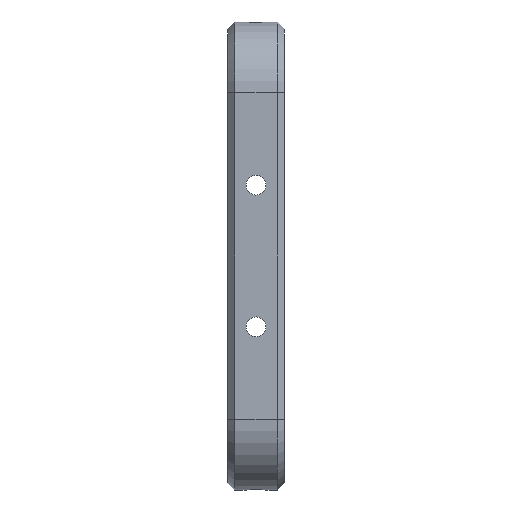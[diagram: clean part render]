
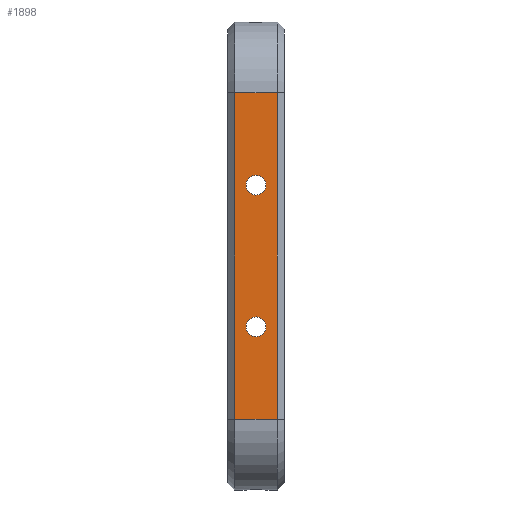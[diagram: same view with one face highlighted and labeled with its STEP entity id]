
A CAD part, front view. The second image highlights one B-rep face of the part: STEP entity #1898.
In plain terms, the highlighted planar face has unit normal (0, -1, 0).
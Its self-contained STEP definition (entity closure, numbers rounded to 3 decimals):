
#168 = CYLINDRICAL_SURFACE('',#169,1.4);
#169 = AXIS2_PLACEMENT_3D('',#170,#171,#172);
#170 = CARTESIAN_POINT('',(56.5,-101.5,-22.));
#171 = DIRECTION('',(0.,-1.,0.));
#172 = DIRECTION('',(1.,0.,0.));
#203 = CYLINDRICAL_SURFACE('',#204,1.4);
#204 = AXIS2_PLACEMENT_3D('',#205,#206,#207);
#205 = CARTESIAN_POINT('',(56.5,-101.5,-2.));
#206 = DIRECTION('',(0.,-1.,0.));
#207 = DIRECTION('',(1.,0.,0.));
#263 = CYLINDRICAL_SURFACE('',#264,10.);
#264 = AXIS2_PLACEMENT_3D('',#265,#266,#267);
#265 = CARTESIAN_POINT('',(52.5,-97.5,-35.));
#266 = DIRECTION('',(1.,0.,0.));
#267 = DIRECTION('',(0.,0.,-1.));
#480 = CYLINDRICAL_SURFACE('',#481,10.);
#481 = AXIS2_PLACEMENT_3D('',#482,#483,#484);
#482 = CARTESIAN_POINT('',(52.5,-97.5,11.));
#483 = DIRECTION('',(1.,0.,0.));
#484 = DIRECTION('',(0.,0.,-1.));
#533 = EDGE_CURVE('',#534,#534,#536,.T.);
#534 = VERTEX_POINT('',#535);
#535 = CARTESIAN_POINT('',(57.9,-107.5,-22.));
#536 = SURFACE_CURVE('',#537,(#542,#549),.PCURVE_S1.);
#537 = CIRCLE('',#538,1.4);
#538 = AXIS2_PLACEMENT_3D('',#539,#540,#541);
#539 = CARTESIAN_POINT('',(56.5,-107.5,-22.));
#540 = DIRECTION('',(0.,-1.,0.));
#541 = DIRECTION('',(1.,0.,0.));
#542 = PCURVE('',#168,#543);
#543 = DEFINITIONAL_REPRESENTATION('',(#544),#548);
#544 = LINE('',#545,#546);
#545 = CARTESIAN_POINT('',(0.,6.));
#546 = VECTOR('',#547,1.);
#547 = DIRECTION('',(1.,0.));
#548 = ( GEOMETRIC_REPRESENTATION_CONTEXT(2) 
PARAMETRIC_REPRESENTATION_CONTEXT() REPRESENTATION_CONTEXT('2D SPACE',''
  ) );
#549 = PCURVE('',#550,#555);
#550 = PLANE('',#551);
#551 = AXIS2_PLACEMENT_3D('',#552,#553,#554);
#552 = CARTESIAN_POINT('',(52.5,-107.5,-35.));
#553 = DIRECTION('',(0.,1.,0.));
#554 = DIRECTION('',(0.,0.,1.));
#555 = DEFINITIONAL_REPRESENTATION('',(#556),#564);
#556 = ( BOUNDED_CURVE() B_SPLINE_CURVE(2,(#557,#558,#559,#560,#561,#562
,#563),.UNSPECIFIED.,.T.,.F.) B_SPLINE_CURVE_WITH_KNOTS((1,2,2,2,2,1),(
    -2.094,0.,2.094,4.189,6.283,
8.378),.UNSPECIFIED.) CURVE() GEOMETRIC_REPRESENTATION_ITEM() 
RATIONAL_B_SPLINE_CURVE((1.,0.5,1.,0.5,1.,0.5,1.)) REPRESENTATION_ITEM(
  '') );
#557 = CARTESIAN_POINT('',(13.,5.4));
#558 = CARTESIAN_POINT('',(15.425,5.4));
#559 = CARTESIAN_POINT('',(14.212,3.3));
#560 = CARTESIAN_POINT('',(13.,1.2));
#561 = CARTESIAN_POINT('',(11.788,3.3));
#562 = CARTESIAN_POINT('',(10.575,5.4));
#563 = CARTESIAN_POINT('',(13.,5.4));
#564 = ( GEOMETRIC_REPRESENTATION_CONTEXT(2) 
PARAMETRIC_REPRESENTATION_CONTEXT() REPRESENTATION_CONTEXT('2D SPACE',''
  ) );
#592 = EDGE_CURVE('',#593,#593,#595,.T.);
#593 = VERTEX_POINT('',#594);
#594 = CARTESIAN_POINT('',(57.9,-107.5,-2.));
#595 = SURFACE_CURVE('',#596,(#601,#608),.PCURVE_S1.);
#596 = CIRCLE('',#597,1.4);
#597 = AXIS2_PLACEMENT_3D('',#598,#599,#600);
#598 = CARTESIAN_POINT('',(56.5,-107.5,-2.));
#599 = DIRECTION('',(0.,-1.,0.));
#600 = DIRECTION('',(1.,0.,0.));
#601 = PCURVE('',#203,#602);
#602 = DEFINITIONAL_REPRESENTATION('',(#603),#607);
#603 = LINE('',#604,#605);
#604 = CARTESIAN_POINT('',(0.,6.));
#605 = VECTOR('',#606,1.);
#606 = DIRECTION('',(1.,0.));
#607 = ( GEOMETRIC_REPRESENTATION_CONTEXT(2) 
PARAMETRIC_REPRESENTATION_CONTEXT() REPRESENTATION_CONTEXT('2D SPACE',''
  ) );
#608 = PCURVE('',#550,#609);
#609 = DEFINITIONAL_REPRESENTATION('',(#610),#618);
#610 = ( BOUNDED_CURVE() B_SPLINE_CURVE(2,(#611,#612,#613,#614,#615,#616
,#617),.UNSPECIFIED.,.T.,.F.) B_SPLINE_CURVE_WITH_KNOTS((1,2,2,2,2,1),(
    -2.094,0.,2.094,4.189,6.283,
8.378),.UNSPECIFIED.) CURVE() GEOMETRIC_REPRESENTATION_ITEM() 
RATIONAL_B_SPLINE_CURVE((1.,0.5,1.,0.5,1.,0.5,1.)) REPRESENTATION_ITEM(
  '') );
#611 = CARTESIAN_POINT('',(33.,5.4));
#612 = CARTESIAN_POINT('',(35.425,5.4));
#613 = CARTESIAN_POINT('',(34.212,3.3));
#614 = CARTESIAN_POINT('',(33.,1.2));
#615 = CARTESIAN_POINT('',(31.788,3.3));
#616 = CARTESIAN_POINT('',(30.575,5.4));
#617 = CARTESIAN_POINT('',(33.,5.4));
#618 = ( GEOMETRIC_REPRESENTATION_CONTEXT(2) 
PARAMETRIC_REPRESENTATION_CONTEXT() REPRESENTATION_CONTEXT('2D SPACE',''
  ) );
#788 = VERTEX_POINT('',#789);
#789 = CARTESIAN_POINT('',(59.5,-107.5,-35.));
#816 = EDGE_CURVE('',#817,#788,#819,.T.);
#817 = VERTEX_POINT('',#818);
#818 = CARTESIAN_POINT('',(53.5,-107.5,-35.));
#819 = SURFACE_CURVE('',#820,(#824,#831),.PCURVE_S1.);
#820 = LINE('',#821,#822);
#821 = CARTESIAN_POINT('',(52.5,-107.5,-35.));
#822 = VECTOR('',#823,1.);
#823 = DIRECTION('',(1.,0.,0.));
#824 = PCURVE('',#263,#825);
#825 = DEFINITIONAL_REPRESENTATION('',(#826),#830);
#826 = LINE('',#827,#828);
#827 = CARTESIAN_POINT('',(-1.571,0.));
#828 = VECTOR('',#829,1.);
#829 = DIRECTION('',(0.,1.));
#830 = ( GEOMETRIC_REPRESENTATION_CONTEXT(2) 
PARAMETRIC_REPRESENTATION_CONTEXT() REPRESENTATION_CONTEXT('2D SPACE',''
  ) );
#831 = PCURVE('',#550,#832);
#832 = DEFINITIONAL_REPRESENTATION('',(#833),#837);
#833 = LINE('',#834,#835);
#834 = CARTESIAN_POINT('',(0.,0.));
#835 = VECTOR('',#836,1.);
#836 = DIRECTION('',(0.,1.));
#837 = ( GEOMETRIC_REPRESENTATION_CONTEXT(2) 
PARAMETRIC_REPRESENTATION_CONTEXT() REPRESENTATION_CONTEXT('2D SPACE',''
  ) );
#1158 = PLANE('',#1159);
#1159 = AXIS2_PLACEMENT_3D('',#1160,#1161,#1162);
#1160 = CARTESIAN_POINT('',(53.,-107.,11.));
#1161 = DIRECTION('',(0.707,0.707,0.));
#1162 = DIRECTION('',(-0.,-0.,1.));
#1460 = PLANE('',#1461);
#1461 = AXIS2_PLACEMENT_3D('',#1462,#1463,#1464);
#1462 = CARTESIAN_POINT('',(60.,-107.,11.));
#1463 = DIRECTION('',(-0.707,0.707,0.));
#1464 = DIRECTION('',(-0.,0.,-1.));
#1636 = VERTEX_POINT('',#1637);
#1637 = CARTESIAN_POINT('',(53.5,-107.5,11.));
#1659 = EDGE_CURVE('',#1636,#1660,#1662,.T.);
#1660 = VERTEX_POINT('',#1661);
#1661 = CARTESIAN_POINT('',(59.5,-107.5,11.));
#1662 = SURFACE_CURVE('',#1663,(#1667,#1674),.PCURVE_S1.);
#1663 = LINE('',#1664,#1665);
#1664 = CARTESIAN_POINT('',(52.5,-107.5,11.));
#1665 = VECTOR('',#1666,1.);
#1666 = DIRECTION('',(1.,0.,0.));
#1667 = PCURVE('',#480,#1668);
#1668 = DEFINITIONAL_REPRESENTATION('',(#1669),#1673);
#1669 = LINE('',#1670,#1671);
#1670 = CARTESIAN_POINT('',(4.712,0.));
#1671 = VECTOR('',#1672,1.);
#1672 = DIRECTION('',(0.,1.));
#1673 = ( GEOMETRIC_REPRESENTATION_CONTEXT(2) 
PARAMETRIC_REPRESENTATION_CONTEXT() REPRESENTATION_CONTEXT('2D SPACE',''
  ) );
#1674 = PCURVE('',#550,#1675);
#1675 = DEFINITIONAL_REPRESENTATION('',(#1676),#1680);
#1676 = LINE('',#1677,#1678);
#1677 = CARTESIAN_POINT('',(46.,0.));
#1678 = VECTOR('',#1679,1.);
#1679 = DIRECTION('',(0.,1.));
#1680 = ( GEOMETRIC_REPRESENTATION_CONTEXT(2) 
PARAMETRIC_REPRESENTATION_CONTEXT() REPRESENTATION_CONTEXT('2D SPACE',''
  ) );
#1898 = ADVANCED_FACE('',(#1899,#1945,#1948),#550,.F.);
#1899 = FACE_BOUND('',#1900,.F.);
#1900 = EDGE_LOOP('',(#1901,#1902,#1923,#1924));
#1901 = ORIENTED_EDGE('',*,*,#816,.F.);
#1902 = ORIENTED_EDGE('',*,*,#1903,.F.);
#1903 = EDGE_CURVE('',#1636,#817,#1904,.T.);
#1904 = SURFACE_CURVE('',#1905,(#1909,#1916),.PCURVE_S1.);
#1905 = LINE('',#1906,#1907);
#1906 = CARTESIAN_POINT('',(53.5,-107.5,11.));
#1907 = VECTOR('',#1908,1.);
#1908 = DIRECTION('',(-0.,-0.,-1.));
#1909 = PCURVE('',#550,#1910);
#1910 = DEFINITIONAL_REPRESENTATION('',(#1911),#1915);
#1911 = LINE('',#1912,#1913);
#1912 = CARTESIAN_POINT('',(46.,1.));
#1913 = VECTOR('',#1914,1.);
#1914 = DIRECTION('',(-1.,-0.));
#1915 = ( GEOMETRIC_REPRESENTATION_CONTEXT(2) 
PARAMETRIC_REPRESENTATION_CONTEXT() REPRESENTATION_CONTEXT('2D SPACE',''
  ) );
#1916 = PCURVE('',#1158,#1917);
#1917 = DEFINITIONAL_REPRESENTATION('',(#1918),#1922);
#1918 = LINE('',#1919,#1920);
#1919 = CARTESIAN_POINT('',(-0.,0.707));
#1920 = VECTOR('',#1921,1.);
#1921 = DIRECTION('',(-1.,0.));
#1922 = ( GEOMETRIC_REPRESENTATION_CONTEXT(2) 
PARAMETRIC_REPRESENTATION_CONTEXT() REPRESENTATION_CONTEXT('2D SPACE',''
  ) );
#1923 = ORIENTED_EDGE('',*,*,#1659,.T.);
#1924 = ORIENTED_EDGE('',*,*,#1925,.T.);
#1925 = EDGE_CURVE('',#1660,#788,#1926,.T.);
#1926 = SURFACE_CURVE('',#1927,(#1931,#1938),.PCURVE_S1.);
#1927 = LINE('',#1928,#1929);
#1928 = CARTESIAN_POINT('',(59.5,-107.5,11.));
#1929 = VECTOR('',#1930,1.);
#1930 = DIRECTION('',(-0.,-0.,-1.));
#1931 = PCURVE('',#550,#1932);
#1932 = DEFINITIONAL_REPRESENTATION('',(#1933),#1937);
#1933 = LINE('',#1934,#1935);
#1934 = CARTESIAN_POINT('',(46.,7.));
#1935 = VECTOR('',#1936,1.);
#1936 = DIRECTION('',(-1.,-0.));
#1937 = ( GEOMETRIC_REPRESENTATION_CONTEXT(2) 
PARAMETRIC_REPRESENTATION_CONTEXT() REPRESENTATION_CONTEXT('2D SPACE',''
  ) );
#1938 = PCURVE('',#1460,#1939);
#1939 = DEFINITIONAL_REPRESENTATION('',(#1940),#1944);
#1940 = LINE('',#1941,#1942);
#1941 = CARTESIAN_POINT('',(0.,0.707));
#1942 = VECTOR('',#1943,1.);
#1943 = DIRECTION('',(1.,0.));
#1944 = ( GEOMETRIC_REPRESENTATION_CONTEXT(2) 
PARAMETRIC_REPRESENTATION_CONTEXT() REPRESENTATION_CONTEXT('2D SPACE',''
  ) );
#1945 = FACE_BOUND('',#1946,.F.);
#1946 = EDGE_LOOP('',(#1947));
#1947 = ORIENTED_EDGE('',*,*,#533,.T.);
#1948 = FACE_BOUND('',#1949,.F.);
#1949 = EDGE_LOOP('',(#1950));
#1950 = ORIENTED_EDGE('',*,*,#592,.T.);
